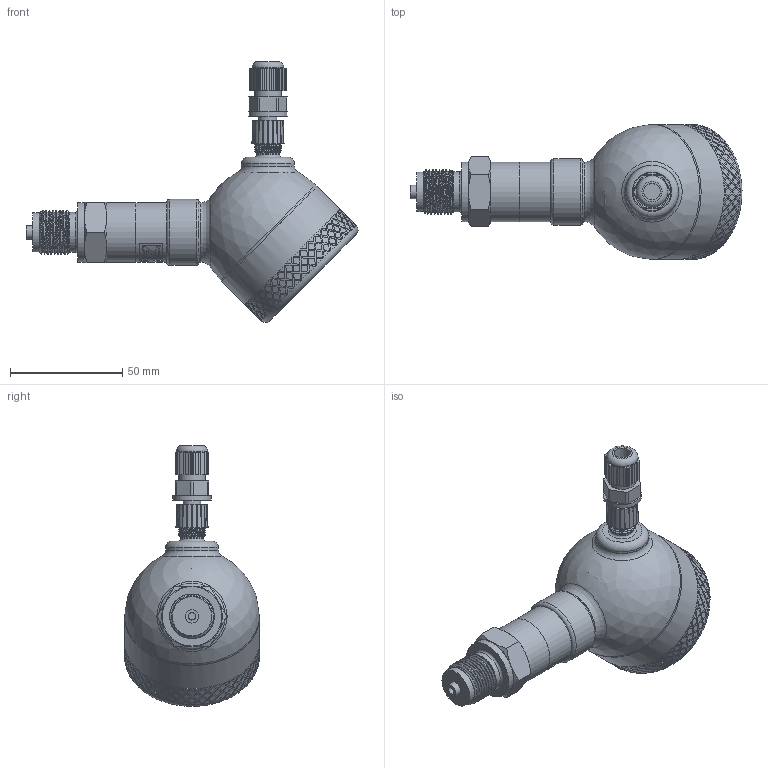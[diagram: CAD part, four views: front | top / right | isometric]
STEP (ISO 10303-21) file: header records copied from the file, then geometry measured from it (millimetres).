
FILE_DESCRIPTION(/* description */ (''),/* implementation_level */ '2;1');
FILE_NAME(/* name */ 'APZ3420FH_2_M12x1-straight.step',/* time_stamp */ '2021-06-30T14:34:29+03:00',/* author */ (''),/* organization */ (''),/* preprocessor_version */ 'ST-DEVELOPER v18.1',/* originating_system */ 'Autodesk Translation Framework v10.9.0.1377',/* authorisation */ '');
FILE_SCHEMA (('AUTOMOTIVE_DESIGN { 1 0 10303 214 3 1 1 }'));
Length unit declared in the file: millimetre
Products named in the file (7): Полевой корпус 
3420 3421 3230 заполненный; M20x1,5 EN; FieldHousing Assembly v16; main body; Крышка без 
дисплея; Адаптер М12х1; M12x1 female straight v9
Assembly tree (6 placements, depth 3):
  Полевой корпус 
3420 3421 3230 заполненный
    M20x1,5 EN
    FieldHousing Assembly v16
      main body
      Крышка без 
дисплея
      Адаптер М12х1
      M12x1 female straight v9
Bounding box: 147.91 x 60.1 x 116.17 mm (x, y, z)
Volume: 172304.1 mm3; surface area: 46230.5 mm2
Topology: 6 solids, 6 shells, 1540 faces, 3852 edges, 2527 vertices
Faces by surface type: bspline 896, cylinder 314, plane 262, cone 44, torus 21, sphere 3
Full cylindrical faces by diameter (mm): 1 x4, 3.3 x1, 6 x1, 7.3 x1, 8 x3, 9.3 x1, 10.293 x1, 10.5 x2, 10.741 x7, 11.884 x6, 12 x1, 14 x1, 17 x1, 17.5 x1, 17.8 x1, 18.137 x8, 19.7 x1, 19.85 x7, 21.6 x1, 22.4 x1, 23.6 x1, 24.5 x2, 26.5 x3, 29.5 x1, 55 x9, 56.5 x1, 57.2 x1, 60 x2
Entity records: 65164 total; most frequent: CARTESIAN_POINT 35540, ORIENTED_EDGE 7702, EDGE_CURVE 3851, DIRECTION 3073, B_SPLINE_CURVE_WITH_KNOTS 2582, VERTEX_POINT 2527, EDGE_LOOP 1748, FACE_OUTER_BOUND 1540
